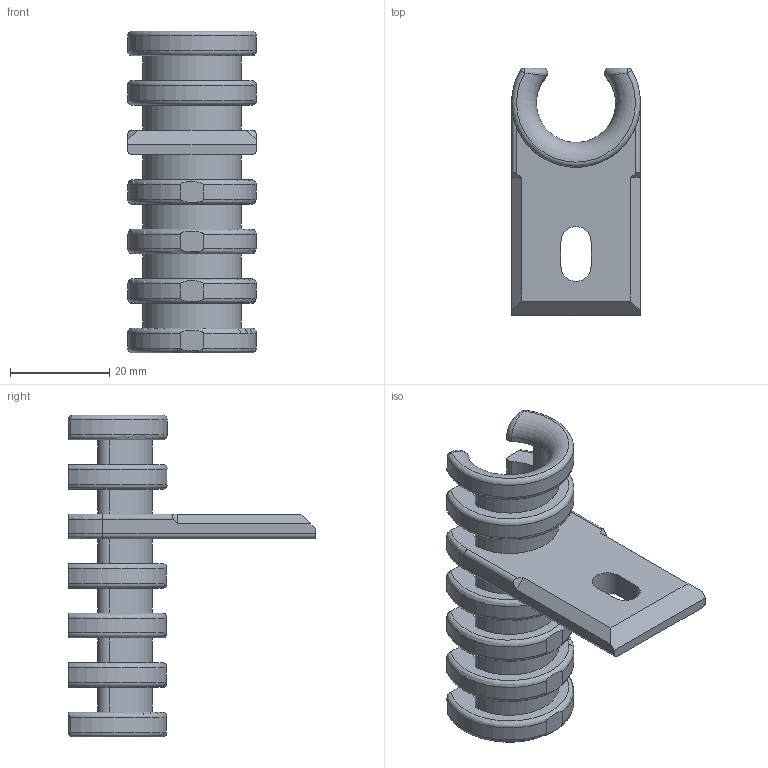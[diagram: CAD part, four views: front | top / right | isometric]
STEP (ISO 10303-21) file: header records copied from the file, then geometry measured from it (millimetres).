
FILE_DESCRIPTION(/* description */ ('STEP AP214'),/* implementation_level */ '2;1');
FILE_NAME(/* name */ '603a46ed83511015a261ef89',/* time_stamp */ '2021-02-27T13:19:43+00:00',/* author */ (''),/* organization */ (''),/* preprocessor_version */ 'ST-DEVELOPER v18.1',/* originating_system */ ' ',/* authorisation */ ' ');
FILE_SCHEMA (('AUTOMOTIVE_DESIGN {1 0 10303 214 3 1 1}'));
Length unit declared in the file: metre
Products named in the file (1): cable_tie
Bounding box: 26 x 50 x 65 mm (x, y, z)
Volume: 13406.7 mm3; surface area: 9684.2 mm2
Topology: 1 solids, 1 shells, 121 faces, 341 edges, 218 vertices
Faces by surface type: cylinder 55, plane 40, torus 18, bspline 4, sphere 4
Entity records: 4199 total; most frequent: CARTESIAN_POINT 1021, DIRECTION 683, ORIENTED_EDGE 674, EDGE_CURVE 337, AXIS2_PLACEMENT_3D 272, VERTEX_POINT 218, CIRCLE 152, LINE 139
